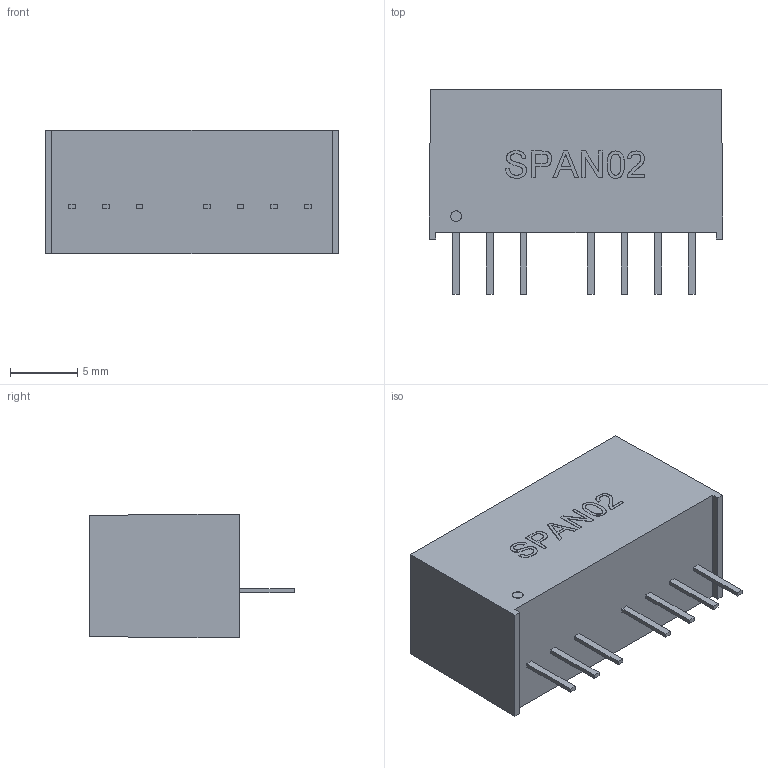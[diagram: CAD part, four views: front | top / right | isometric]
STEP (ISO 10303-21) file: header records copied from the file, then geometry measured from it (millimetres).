
FILE_DESCRIPTION (( 'STEP AP203' ), '1' );
FILE_NAME ('SPAN02 2020.05.26.STEP', '2020-05-26T06:44:05', ( '' ), ( '' ), 'SwSTEP 2.0', 'SolidWorks 2017', '' );
FILE_SCHEMA (( 'CONFIG_CONTROL_DESIGN' ));
Length unit declared in the file: millimetre
Products named in the file (2): SPAN02 2020.05.26
Bounding box: 21.8 x 15.2 x 9.2 mm (x, y, z)
Volume: 2102.1 mm3; surface area: 1120.1 mm2
Topology: 1 solids, 1 shells, 133 faces, 342 edges, 228 vertices
Faces by surface type: plane 90, bspline 41, cylinder 2
Entity records: 6365 total; most frequent: CARTESIAN_POINT 3242, ORIENTED_EDGE 684, DIRECTION 452, EDGE_CURVE 342, VECTOR 256, LINE 256, VERTEX_POINT 228, EDGE_LOOP 150
